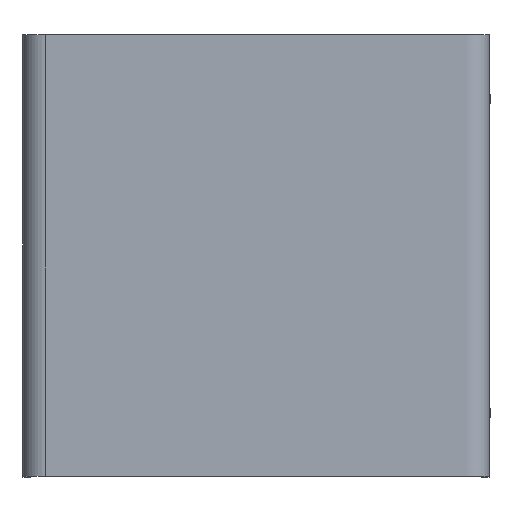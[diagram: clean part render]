
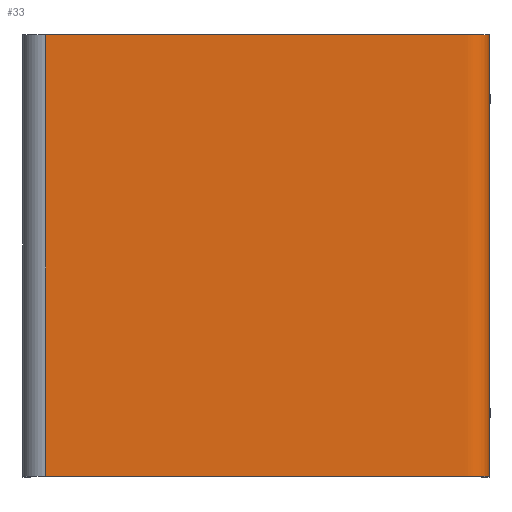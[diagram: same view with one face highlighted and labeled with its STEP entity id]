
A CAD part, top view. The second image highlights one B-rep face of the part: STEP entity #33.
In plain terms, the highlighted free-form (B-spline) face has degree [2, 1] with [7, 2] control points.
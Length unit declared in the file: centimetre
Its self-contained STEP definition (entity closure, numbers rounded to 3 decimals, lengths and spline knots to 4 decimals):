
#24=FACE_BOUND($,#156,.T.);
#25=FACE_BOUND($,#157,.T.);
#33=ADVANCED_FACE($,(#94,#24,#25),#666,.T.);
#94=FACE_OUTER_BOUND($,#155,.T.);
#155=EDGE_LOOP($,(#228,#229,#230,#231));
#156=EDGE_LOOP($,(#232,#233));
#157=EDGE_LOOP($,(#234,#235));
#228=ORIENTED_EDGE($,*,*,#480,.T.);
#229=ORIENTED_EDGE($,*,*,#476,.T.);
#230=ORIENTED_EDGE($,*,*,#470,.F.);
#231=ORIENTED_EDGE($,*,*,#472,.F.);
#232=ORIENTED_EDGE($,*,*,#484,.T.);
#233=ORIENTED_EDGE($,*,*,#497,.T.);
#234=ORIENTED_EDGE($,*,*,#500,.F.);
#235=ORIENTED_EDGE($,*,*,#487,.F.);
#470=EDGE_CURVE($,#592,#593,#727,.T.);
#472=EDGE_CURVE($,#594,#592,#798,.T.);
#476=EDGE_CURVE($,#598,#593,#800,.T.);
#480=EDGE_CURVE($,#594,#598,#732,.T.);
#484=EDGE_CURVE($,#602,#611,#802,.T.);
#487=EDGE_CURVE($,#604,#613,#804,.T.);
#497=EDGE_CURVE($,#611,#602,#810,.T.);
#500=EDGE_CURVE($,#613,#604,#812,.T.);
#592=VERTEX_POINT($,#1254);
#593=VERTEX_POINT($,#1255);
#594=VERTEX_POINT($,#1256);
#598=VERTEX_POINT($,#1260);
#602=VERTEX_POINT($,#1264);
#604=VERTEX_POINT($,#1266);
#611=VERTEX_POINT($,#1273);
#613=VERTEX_POINT($,#1275);
#666=(
BOUNDED_SURFACE()
B_SPLINE_SURFACE(2,1,((#1125,#1126),(#1127,#1128),(#1129,#1130),(#1131,#1132),
(#1133,#1134),(#1135,#1136),(#1137,#1138)),.UNSPECIFIED.,.F.,.F.,.F.)
B_SPLINE_SURFACE_WITH_KNOTS((3,2,2,3),(2,2),(-267.5686,-224.6686,
-222.3124,-164.6124),(0.,45.),.UNSPECIFIED.)
GEOMETRIC_REPRESENTATION_ITEM()
RATIONAL_B_SPLINE_SURFACE(((1.,1.),(1.,1.),(1.,1.),(0.707,0.707),
(1.,1.),(1.,1.),(1.,1.)))
REPRESENTATION_ITEM($)
SURFACE()
);
#727=B_SPLINE_CURVE_WITH_KNOTS($,1,(#969,#970),.UNSPECIFIED.,.F.,.F.,(2,
2),(0.,45.),.UNSPECIFIED.);
#732=B_SPLINE_CURVE_WITH_KNOTS($,1,(#1020,#1021),.UNSPECIFIED.,.F.,.F.,(2,
2),(0.,45.),.UNSPECIFIED.);
#798=(
BOUNDED_CURVE()
B_SPLINE_CURVE(2,(#976,#977,#978,#979,#980,#981,#982),.UNSPECIFIED.,.F.,
.F.)
B_SPLINE_CURVE_WITH_KNOTS((3,2,2,3),(164.6124,222.3124,224.6686,
267.5686),.UNSPECIFIED.)
CURVE()
GEOMETRIC_REPRESENTATION_ITEM()
RATIONAL_B_SPLINE_CURVE((1.,1.,1.,0.707,1.,1.,1.))
REPRESENTATION_ITEM($)
);
#800=(
BOUNDED_CURVE()
B_SPLINE_CURVE(2,(#998,#999,#1000,#1001,#1002,#1003,#1004),.UNSPECIFIED.,
.F.,.F.)
B_SPLINE_CURVE_WITH_KNOTS((3,2,2,3),(164.6124,222.3124,224.6686,
267.5686),.UNSPECIFIED.)
CURVE()
GEOMETRIC_REPRESENTATION_ITEM()
RATIONAL_B_SPLINE_CURVE((1.,1.,1.,0.707,1.,1.,1.))
REPRESENTATION_ITEM($)
);
#802=(
BOUNDED_CURVE()
B_SPLINE_CURVE(2,(#1028,#1029,#1030,#1031,#1032),.UNSPECIFIED.,.F.,.F.)
B_SPLINE_CURVE_WITH_KNOTS((3,2,3),(0.,0.5497,1.0994),
.UNSPECIFIED.)
CURVE()
GEOMETRIC_REPRESENTATION_ITEM()
RATIONAL_B_SPLINE_CURVE((1.,0.707,1.,0.707,1.))
REPRESENTATION_ITEM($)
);
#804=(
BOUNDED_CURVE()
B_SPLINE_CURVE(2,(#1040,#1041,#1042,#1043,#1044),.UNSPECIFIED.,.F.,.F.)
B_SPLINE_CURVE_WITH_KNOTS((3,2,3),(0.,0.5497,1.0994),
.UNSPECIFIED.)
CURVE()
GEOMETRIC_REPRESENTATION_ITEM()
RATIONAL_B_SPLINE_CURVE((1.,0.707,1.,0.707,1.))
REPRESENTATION_ITEM($)
);
#810=(
BOUNDED_CURVE()
B_SPLINE_CURVE(2,(#1078,#1079,#1080,#1081,#1082),.UNSPECIFIED.,.F.,.F.)
B_SPLINE_CURVE_WITH_KNOTS((3,2,3),(1.0994,1.6491,2.1988),
.UNSPECIFIED.)
CURVE()
GEOMETRIC_REPRESENTATION_ITEM()
RATIONAL_B_SPLINE_CURVE((1.,0.707,1.,0.707,1.))
REPRESENTATION_ITEM($)
);
#812=(
BOUNDED_CURVE()
B_SPLINE_CURVE(2,(#1090,#1091,#1092,#1093,#1094),.UNSPECIFIED.,.F.,.F.)
B_SPLINE_CURVE_WITH_KNOTS((3,2,3),(1.0994,1.6491,2.1988),
.UNSPECIFIED.)
CURVE()
GEOMETRIC_REPRESENTATION_ITEM()
RATIONAL_B_SPLINE_CURVE((1.,0.707,1.,0.707,1.))
REPRESENTATION_ITEM($)
);
#969=CARTESIAN_POINT($,(2.3,0.,60.));
#970=CARTESIAN_POINT($,(2.3,45.,60.));
#976=CARTESIAN_POINT($,(47.5,0.,0.));
#977=CARTESIAN_POINT($,(47.5,0.,28.85));
#978=CARTESIAN_POINT($,(47.5,0.,57.7));
#979=CARTESIAN_POINT($,(47.5,0.,60.));
#980=CARTESIAN_POINT($,(45.2,0.,60.));
#981=CARTESIAN_POINT($,(23.75,0.,60.));
#982=CARTESIAN_POINT($,(2.3,0.,60.));
#998=CARTESIAN_POINT($,(47.5,45.,0.));
#999=CARTESIAN_POINT($,(47.5,45.,28.85));
#1000=CARTESIAN_POINT($,(47.5,45.,57.7));
#1001=CARTESIAN_POINT($,(47.5,45.,60.));
#1002=CARTESIAN_POINT($,(45.2,45.,60.));
#1003=CARTESIAN_POINT($,(23.75,45.,60.));
#1004=CARTESIAN_POINT($,(2.3,45.,60.));
#1020=CARTESIAN_POINT($,(47.5,0.,0.));
#1021=CARTESIAN_POINT($,(47.5,45.,0.));
#1028=CARTESIAN_POINT($,(47.5,38.85,36.));
#1029=CARTESIAN_POINT($,(47.5,38.85,35.65));
#1030=CARTESIAN_POINT($,(47.5,38.5,35.65));
#1031=CARTESIAN_POINT($,(47.5,38.15,35.65));
#1032=CARTESIAN_POINT($,(47.5,38.15,36.));
#1040=CARTESIAN_POINT($,(47.5,6.15,36.));
#1041=CARTESIAN_POINT($,(47.5,6.15,35.65));
#1042=CARTESIAN_POINT($,(47.5,6.5,35.65));
#1043=CARTESIAN_POINT($,(47.5,6.85,35.65));
#1044=CARTESIAN_POINT($,(47.5,6.85,36.));
#1078=CARTESIAN_POINT($,(47.5,38.15,36.));
#1079=CARTESIAN_POINT($,(47.5,38.15,36.35));
#1080=CARTESIAN_POINT($,(47.5,38.5,36.35));
#1081=CARTESIAN_POINT($,(47.5,38.85,36.35));
#1082=CARTESIAN_POINT($,(47.5,38.85,36.));
#1090=CARTESIAN_POINT($,(47.5,6.85,36.));
#1091=CARTESIAN_POINT($,(47.5,6.85,36.35));
#1092=CARTESIAN_POINT($,(47.5,6.5,36.35));
#1093=CARTESIAN_POINT($,(47.5,6.15,36.35));
#1094=CARTESIAN_POINT($,(47.5,6.15,36.));
#1125=CARTESIAN_POINT($,(2.3,0.,60.));
#1126=CARTESIAN_POINT($,(2.3,45.,60.));
#1127=CARTESIAN_POINT($,(23.75,0.,60.));
#1128=CARTESIAN_POINT($,(23.75,45.,60.));
#1129=CARTESIAN_POINT($,(45.2,0.,60.));
#1130=CARTESIAN_POINT($,(45.2,45.,60.));
#1131=CARTESIAN_POINT($,(47.5,0.,60.));
#1132=CARTESIAN_POINT($,(47.5,45.,60.));
#1133=CARTESIAN_POINT($,(47.5,0.,57.7));
#1134=CARTESIAN_POINT($,(47.5,45.,57.7));
#1135=CARTESIAN_POINT($,(47.5,0.,28.85));
#1136=CARTESIAN_POINT($,(47.5,45.,28.85));
#1137=CARTESIAN_POINT($,(47.5,0.,0.));
#1138=CARTESIAN_POINT($,(47.5,45.,0.));
#1254=CARTESIAN_POINT($,(2.3,0.,60.));
#1255=CARTESIAN_POINT($,(2.3,45.,60.));
#1256=CARTESIAN_POINT($,(47.5,0.,0.));
#1260=CARTESIAN_POINT($,(47.5,45.,0.));
#1264=CARTESIAN_POINT($,(47.5,38.85,36.));
#1266=CARTESIAN_POINT($,(47.5,6.15,36.));
#1273=CARTESIAN_POINT($,(47.5,38.15,36.));
#1275=CARTESIAN_POINT($,(47.5,6.85,36.));
